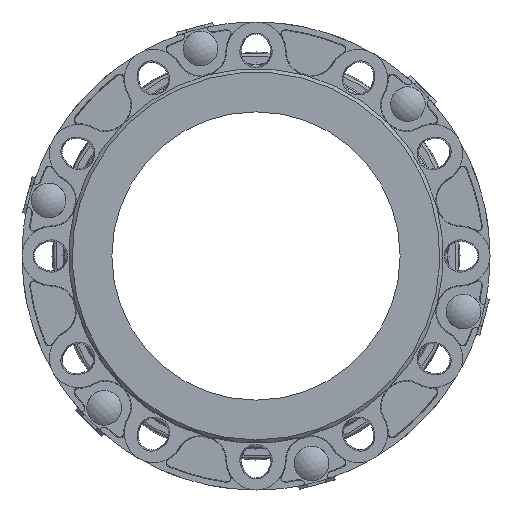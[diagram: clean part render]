
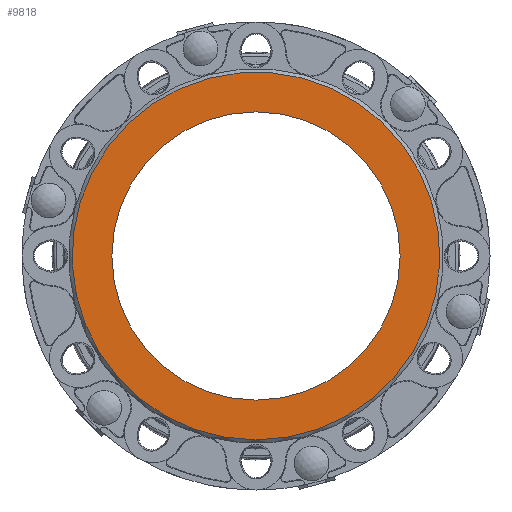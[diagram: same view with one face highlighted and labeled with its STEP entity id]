
A CAD part, front view. The second image highlights one B-rep face of the part: STEP entity #9818.
In plain terms, the highlighted planar face has unit normal (0, -1, 0).
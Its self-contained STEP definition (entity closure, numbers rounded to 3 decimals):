
#677 = CARTESIAN_POINT ( 'NONE',  ( 0., 0., 0. ) ) ;
#678 = DIRECTION ( 'NONE',  ( 0., 1., 0. ) ) ;
#679 = DIRECTION ( 'NONE',  ( 0., 0., 1. ) ) ;
#4050 = ORIENTED_EDGE ( 'NONE', *, *, #7875, .T. ) ;
#4114 = ORIENTED_EDGE ( 'NONE', *, *, #8343, .T. ) ;
#4395 = CIRCLE ( 'NONE', #7618, 159.5 ) ;
#5082 = CIRCLE ( 'NONE', #8280, 125. ) ;
#5526 = FACE_BOUND ( 'NONE', #10859, .T. ) ;
#5533 = FACE_OUTER_BOUND ( 'NONE', #10857, .T. ) ;
#6648 = AXIS2_PLACEMENT_3D ( 'NONE', #11750, #11755, #11756 ) ;
#7618 = AXIS2_PLACEMENT_3D ( 'NONE', #9950, #9949, #9948 ) ;
#7875 = EDGE_CURVE ( 'NONE', #8681, #8681, #5082, .T. ) ;
#8280 = AXIS2_PLACEMENT_3D ( 'NONE', #677, #678, #679 ) ;
#8343 = EDGE_CURVE ( 'NONE', #8692, #8692, #4395, .T. ) ;
#8681 = VERTEX_POINT ( 'NONE', #12845 ) ;
#8692 = VERTEX_POINT ( 'NONE', #12856 ) ;
#9818 = ADVANCED_FACE ( 'NONE', ( #5526, #5533 ), #11753, .F. ) ;
#9948 = DIRECTION ( 'NONE',  ( 0., 0., -1. ) ) ;
#9949 = DIRECTION ( 'NONE',  ( 0., -1., 0. ) ) ;
#9950 = CARTESIAN_POINT ( 'NONE',  ( 0., 0., 0. ) ) ;
#10857 = EDGE_LOOP ( 'NONE', ( #4114 ) ) ;
#10859 = EDGE_LOOP ( 'NONE', ( #4050 ) ) ;
#11750 = CARTESIAN_POINT ( 'NONE',  ( 0., 0., 0. ) ) ;
#11753 = PLANE ( 'NONE',  #6648 ) ;
#11755 = DIRECTION ( 'NONE',  ( 0., 1., 0. ) ) ;
#11756 = DIRECTION ( 'NONE',  ( 0., 0., 1. ) ) ;
#12845 = CARTESIAN_POINT ( 'NONE',  ( 0., 0., 125. ) ) ;
#12856 = CARTESIAN_POINT ( 'NONE',  ( 0., 0., -159.5 ) ) ;
